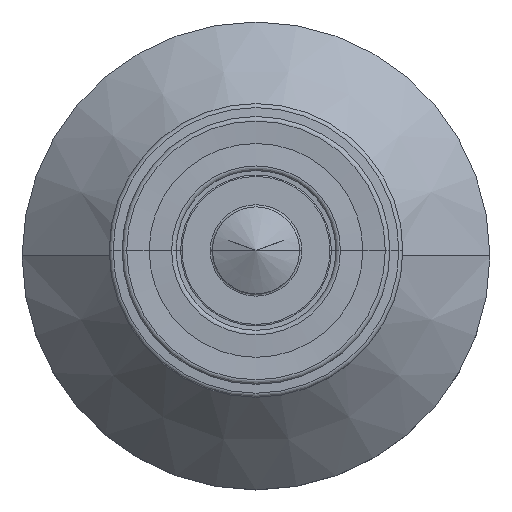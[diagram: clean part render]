
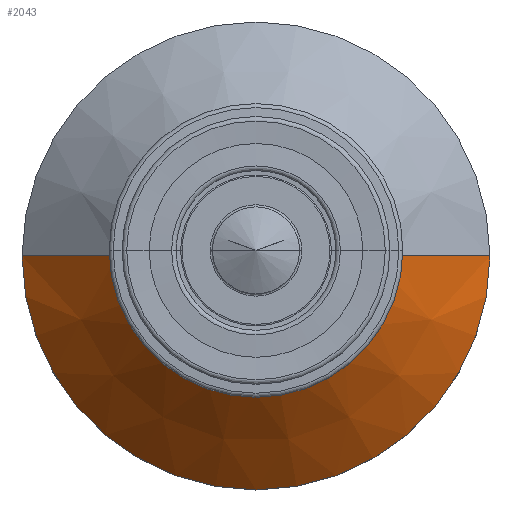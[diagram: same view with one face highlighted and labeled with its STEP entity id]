
A CAD part, top view. The second image highlights one B-rep face of the part: STEP entity #2043.
In plain terms, the highlighted conical face has half-angle 45 degrees and reference radius 12.75 mm.
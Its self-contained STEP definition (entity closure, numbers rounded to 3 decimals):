
#49 = CIRCLE ( 'NONE', #381, 21.5 ) ;
#100 = EDGE_CURVE ( 'NONE', #136, #1339, #49, .T. ) ;
#136 = VERTEX_POINT ( 'NONE', #320 ) ;
#163 = CIRCLE ( 'NONE', #696, 12.75 ) ;
#172 = EDGE_LOOP ( 'NONE', ( #887, #1393, #1019, #2008 ) ) ;
#311 = DIRECTION ( 'NONE',  ( -1., 0., 0. ) ) ;
#320 = CARTESIAN_POINT ( 'NONE',  ( -21.5, 0., 8. ) ) ;
#347 = EDGE_CURVE ( 'NONE', #1110, #1339, #1732, .T. ) ;
#381 = AXIS2_PLACEMENT_3D ( 'NONE', #1925, #962, #2067 ) ;
#696 = AXIS2_PLACEMENT_3D ( 'NONE', #1637, #805, #1254 ) ;
#699 = CARTESIAN_POINT ( 'NONE',  ( 12.75, 0., 16.75 ) ) ;
#709 = VERTEX_POINT ( 'NONE', #1789 ) ;
#773 = DIRECTION ( 'NONE',  ( -0.707, 0., -0.707 ) ) ;
#783 = CARTESIAN_POINT ( 'NONE',  ( -12.75, 0., 16.75 ) ) ;
#805 = DIRECTION ( 'NONE',  ( 0., 0., 1. ) ) ;
#887 = ORIENTED_EDGE ( 'NONE', *, *, #347, .F. ) ;
#962 = DIRECTION ( 'NONE',  ( 0., 0., 1. ) ) ;
#1019 = ORIENTED_EDGE ( 'NONE', *, *, #1812, .T. ) ;
#1110 = VERTEX_POINT ( 'NONE', #699 ) ;
#1114 = LINE ( 'NONE', #783, #1505 ) ;
#1131 = DIRECTION ( 'NONE',  ( 0., 0., -1. ) ) ;
#1254 = DIRECTION ( 'NONE',  ( 1., 0., 0. ) ) ;
#1266 = DIRECTION ( 'NONE',  ( 0.707, 0., -0.707 ) ) ;
#1271 = FACE_OUTER_BOUND ( 'NONE', #172, .T. ) ;
#1273 = CARTESIAN_POINT ( 'NONE',  ( 12.75, 0., 16.75 ) ) ;
#1339 = VERTEX_POINT ( 'NONE', #1496 ) ;
#1393 = ORIENTED_EDGE ( 'NONE', *, *, #1511, .F. ) ;
#1496 = CARTESIAN_POINT ( 'NONE',  ( 21.5, 0., 8. ) ) ;
#1505 = VECTOR ( 'NONE', #773, 1000. ) ;
#1511 = EDGE_CURVE ( 'NONE', #709, #1110, #163, .T. ) ;
#1637 = CARTESIAN_POINT ( 'NONE',  ( 0., 0., 16.75 ) ) ;
#1655 = CONICAL_SURFACE ( 'NONE', #1911, 12.75, 0.785 ) ;
#1732 = LINE ( 'NONE', #1273, #2100 ) ;
#1789 = CARTESIAN_POINT ( 'NONE',  ( -12.75, 0., 16.75 ) ) ;
#1812 = EDGE_CURVE ( 'NONE', #709, #136, #1114, .T. ) ;
#1911 = AXIS2_PLACEMENT_3D ( 'NONE', #2056, #1131, #311 ) ;
#1925 = CARTESIAN_POINT ( 'NONE',  ( 0., 0., 8. ) ) ;
#2008 = ORIENTED_EDGE ( 'NONE', *, *, #100, .T. ) ;
#2043 = ADVANCED_FACE ( 'NONE', ( #1271 ), #1655, .T. ) ;
#2056 = CARTESIAN_POINT ( 'NONE',  ( 0., 0., 16.75 ) ) ;
#2067 = DIRECTION ( 'NONE',  ( 1., 0., 0. ) ) ;
#2100 = VECTOR ( 'NONE', #1266, 1000. ) ;
